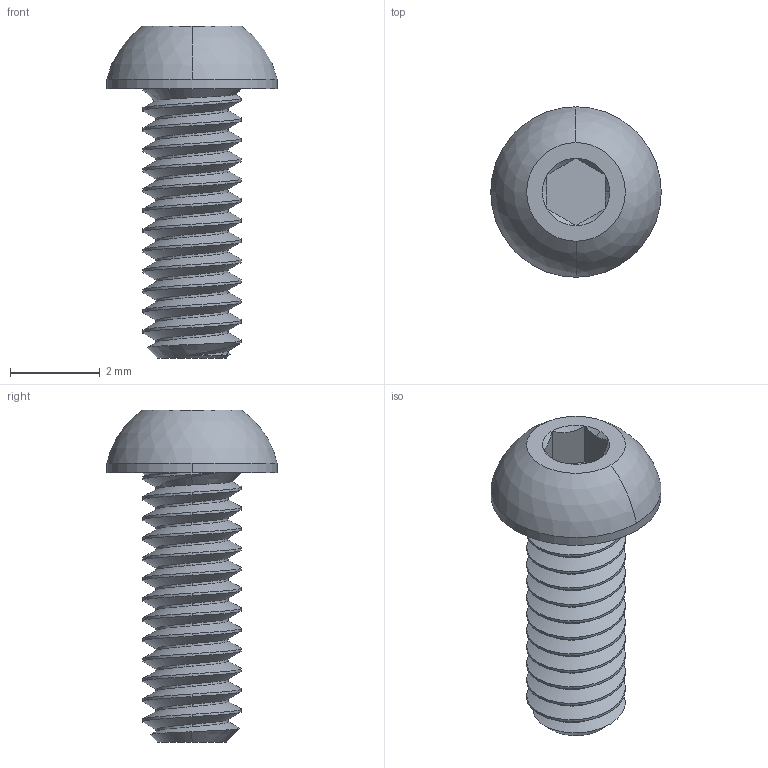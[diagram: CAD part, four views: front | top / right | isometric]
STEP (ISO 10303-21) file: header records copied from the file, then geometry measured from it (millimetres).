
FILE_DESCRIPTION(/* description */ (''),/* implementation_level */ '2;1');
FILE_NAME(/* name */ '92095A117_Button Head Hex Drive Screw.step',/* time_stamp */ '2022-12-21T17:33:00-03:00',/* author */ (''),/* organization */ (''),/* preprocessor_version */ 'ST-DEVELOPER v19.2',/* originating_system */ 'Autodesk Translation Framework v11.17.0.187',/* authorisation */ '');
FILE_SCHEMA (('AUTOMOTIVE_DESIGN { 1 0 10303 214 3 1 1 }'));
Length unit declared in the file: millimetre
Products named in the file (1): 92095A117_Button Head Hex Drive Screw
Bounding box: 3.8 x 3.8 x 7.4 mm (x, y, z)
Volume: 28.1 mm3; surface area: 96.7 mm2
Topology: 1 solids, 1 shells, 81 faces, 216 edges, 139 vertices
Faces by surface type: cylinder 55, cone 12, plane 10, sphere 2, bspline 2
Entity records: 3959 total; most frequent: CARTESIAN_POINT 2239, ORIENTED_EDGE 432, DIRECTION 282, EDGE_CURVE 216, VERTEX_POINT 139, AXIS2_PLACEMENT_3D 106, EDGE_LOOP 83, FACE_OUTER_BOUND 81
